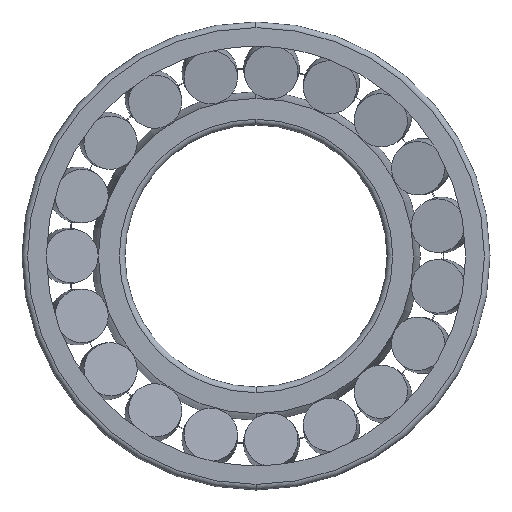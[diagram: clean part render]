
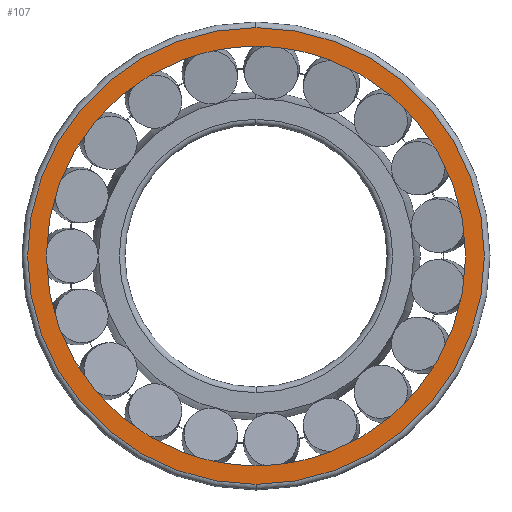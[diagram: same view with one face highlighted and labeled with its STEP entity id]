
A CAD part, left-side view. The second image highlights one B-rep face of the part: STEP entity #107.
In plain terms, the highlighted planar face has unit normal (-1, 0, 0).
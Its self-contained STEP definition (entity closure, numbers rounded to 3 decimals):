
#107=ADVANCED_FACE('',(#415,#416),#417,.T.);
#415=FACE_OUTER_BOUND('',#1028,.T.);
#416=FACE_BOUND('',#1029,.T.);
#417=PLANE('',#1030);
#1028=EDGE_LOOP('',(#1868,#1869,#1870));
#1029=EDGE_LOOP('',(#1871,#1872,#1873));
#1030=AXIS2_PLACEMENT_3D('',#1874,#1875,#1876);
#1868=ORIENTED_EDGE('',*,*,#3844,.F.);
#1869=ORIENTED_EDGE('',*,*,#3843,.F.);
#1870=ORIENTED_EDGE('',*,*,#3871,.F.);
#1871=ORIENTED_EDGE('',*,*,#3875,.T.);
#1872=ORIENTED_EDGE('',*,*,#3826,.T.);
#1873=ORIENTED_EDGE('',*,*,#3876,.T.);
#1874=CARTESIAN_POINT('',(0.0,58.497,0.0));
#1875=DIRECTION('',(-1.0,0.,0.0));
#1876=DIRECTION('',(0.,-1.0,0.0));
#3826=EDGE_CURVE('',#4568,#4565,#4569,.T.);
#3843=EDGE_CURVE('',#4599,#4602,#4603,.T.);
#3844=EDGE_CURVE('',#4602,#4604,#4605,.T.);
#3871=EDGE_CURVE('',#4604,#4599,#4642,.T.);
#3875=EDGE_CURVE('',#4647,#4568,#4648,.T.);
#3876=EDGE_CURVE('',#4565,#4647,#4649,.T.);
#4565=VERTEX_POINT('',#5798);
#4568=VERTEX_POINT('',#5801);
#4569=CIRCLE('',#5802,55.994);
#4599=VERTEX_POINT('',#5834);
#4602=VERTEX_POINT('',#5837);
#4603=CIRCLE('',#5838,61.0);
#4604=VERTEX_POINT('',#5839);
#4605=CIRCLE('',#5840,61.0);
#4642=CIRCLE('',#5953,61.0);
#4647=VERTEX_POINT('',#5958);
#4648=CIRCLE('',#5959,55.994);
#4649=CIRCLE('',#5960,55.994);
#5798=CARTESIAN_POINT('',(0.,0.,-55.994));
#5801=CARTESIAN_POINT('',(0.,0.,55.994));
#5802=AXIS2_PLACEMENT_3D('',#12124,#12125,#12126);
#5834=CARTESIAN_POINT('',(0.0,0.,-61.0));
#5837=CARTESIAN_POINT('',(0.0,61.0,0.0));
#5838=AXIS2_PLACEMENT_3D('',#12171,#12172,#12173);
#5839=CARTESIAN_POINT('',(0.0,0.,61.0));
#5840=AXIS2_PLACEMENT_3D('',#12174,#12175,#12176);
#5953=AXIS2_PLACEMENT_3D('',#12228,#12229,#12230);
#5958=CARTESIAN_POINT('',(0.,55.994,0.0));
#5959=AXIS2_PLACEMENT_3D('',#12240,#12241,#12242);
#5960=AXIS2_PLACEMENT_3D('',#12243,#12244,#12245);
#12124=CARTESIAN_POINT('',(0.,0.0,0.0));
#12125=DIRECTION('',(1.0,0.0,0.0));
#12126=DIRECTION('',(0.0,1.0,0.0));
#12171=CARTESIAN_POINT('',(0.0,0.0,0.0));
#12172=DIRECTION('',(1.0,0.0,0.0));
#12173=DIRECTION('',(0.0,1.0,0.0));
#12174=CARTESIAN_POINT('',(0.0,0.0,0.0));
#12175=DIRECTION('',(1.0,0.0,0.0));
#12176=DIRECTION('',(0.0,1.0,0.0));
#12228=CARTESIAN_POINT('',(0.0,0.0,0.0));
#12229=DIRECTION('',(1.0,0.0,0.0));
#12230=DIRECTION('',(0.0,1.0,0.0));
#12240=CARTESIAN_POINT('',(0.,0.0,0.0));
#12241=DIRECTION('',(1.0,0.0,0.0));
#12242=DIRECTION('',(0.0,1.0,0.0));
#12243=CARTESIAN_POINT('',(0.,0.0,0.0));
#12244=DIRECTION('',(1.0,0.0,0.0));
#12245=DIRECTION('',(0.0,1.0,0.0));
